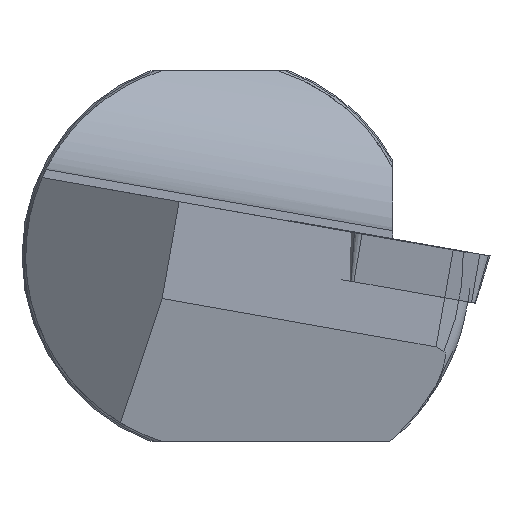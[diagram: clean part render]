
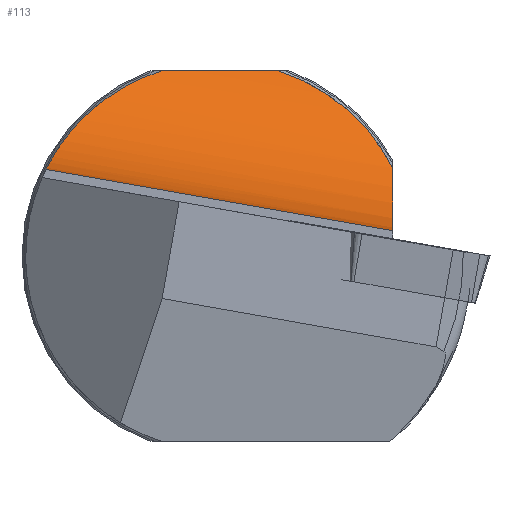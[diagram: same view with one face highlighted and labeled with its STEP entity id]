
A CAD part, left-side view. The second image highlights one B-rep face of the part: STEP entity #113.
In plain terms, the highlighted cylindrical face has radius 20 mm (diameter 40 mm), a partial arc.
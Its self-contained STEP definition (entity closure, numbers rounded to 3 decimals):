
#113=ADVANCED_FACE('',(#172),#142,.F.);
#142=CYLINDRICAL_SURFACE('',#916,20.);
#172=FACE_OUTER_BOUND('',#213,.T.);
#213=EDGE_LOOP('',(#454,#455,#456,#457,#458));
#286=B_SPLINE_CURVE_WITH_KNOTS('',3,(#1390,#1391,#1392,#1393,#1394,#1395),
 .UNSPECIFIED.,.F.,.F.,(4,2,4),(0.,0.5,1.),.UNSPECIFIED.);
#290=B_SPLINE_CURVE_WITH_KNOTS('',3,(#1445,#1446,#1447,#1448,#1449,#1450,
#1451,#1452,#1453,#1454),.UNSPECIFIED.,.F.,.F.,(4,2,2,2,4),(0.,0.25,0.5,
0.75,1.),.UNSPECIFIED.);
#296=ELLIPSE('',#867,20.336,20.);
#302=ELLIPSE('',#914,115.333,20.);
#454=ORIENTED_EDGE('',*,*,#700,.T.);
#455=ORIENTED_EDGE('',*,*,#713,.T.);
#456=ORIENTED_EDGE('',*,*,#648,.T.);
#457=ORIENTED_EDGE('',*,*,#681,.T.);
#458=ORIENTED_EDGE('',*,*,#712,.T.);
#565=VERTEX_POINT('',#1262);
#566=VERTEX_POINT('',#1264);
#591=VERTEX_POINT('',#1396);
#598=VERTEX_POINT('',#1443);
#600=VERTEX_POINT('',#1455);
#648=EDGE_CURVE('',#566,#565,#296,.T.);
#681=EDGE_CURVE('',#565,#591,#286,.T.);
#700=EDGE_CURVE('',#600,#598,#290,.T.);
#712=EDGE_CURVE('',#591,#600,#302,.T.);
#713=EDGE_CURVE('',#598,#566,#782,.T.);
#782=LINE('',#1485,#838);
#838=VECTOR('',#1095,1.);
#867=AXIS2_PLACEMENT_3D('',#1263,#972,#973);
#914=AXIS2_PLACEMENT_3D('',#1483,#1091,#1092);
#916=AXIS2_PLACEMENT_3D('',#1486,#1096,#1097);
#972=DIRECTION('',(0.,-1.,0.));
#973=DIRECTION('',(-0.289,0.,-0.957));
#1091=DIRECTION('',(0.,0.,1.));
#1092=DIRECTION('',(-0.053,-0.999,0.));
#1095=DIRECTION('',(-0.052,-0.983,-0.173));
#1096=DIRECTION('',(-0.052,-0.983,-0.173));
#1097=DIRECTION('',(0.,0.174,-0.985));
#1262=CARTESIAN_POINT('',(35.146,8.535,7.221));
#1263=CARTESIAN_POINT('',(22.062,8.535,22.474));
#1264=CARTESIAN_POINT('',(21.877,8.535,2.165));
#1390=CARTESIAN_POINT('',(35.146,8.535,7.221));
#1391=CARTESIAN_POINT('',(36.725,9.294,8.715));
#1392=CARTESIAN_POINT('',(37.95,10.468,10.387));
#1393=CARTESIAN_POINT('',(39.657,13.676,13.254));
#1394=CARTESIAN_POINT('',(40.163,15.682,14.43));
#1395=CARTESIAN_POINT('',(40.427,17.9,15.115));
#1396=CARTESIAN_POINT('',(40.427,17.9,15.115));
#1443=CARTESIAN_POINT('',(23.37,36.59,7.112));
#1445=CARTESIAN_POINT('',(40.013,27.171,15.115));
#1446=CARTESIAN_POINT('',(39.577,28.946,14.566));
#1447=CARTESIAN_POINT('',(38.877,30.532,13.719));
#1448=CARTESIAN_POINT('',(36.86,33.1,11.837));
#1449=CARTESIAN_POINT('',(35.537,34.079,10.814));
#1450=CARTESIAN_POINT('',(32.495,35.478,9.071));
#1451=CARTESIAN_POINT('',(30.773,35.918,8.344));
#1452=CARTESIAN_POINT('',(27.156,36.472,7.366));
#1453=CARTESIAN_POINT('',(25.273,36.59,7.112));
#1454=CARTESIAN_POINT('',(23.37,36.59,7.112));
#1455=CARTESIAN_POINT('',(40.013,27.171,15.115));
#1483=CARTESIAN_POINT('',(19.841,-33.197,15.115));
#1485=CARTESIAN_POINT('',(23.595,40.812,7.856));
#1486=CARTESIAN_POINT('',(23.595,37.339,27.552));
